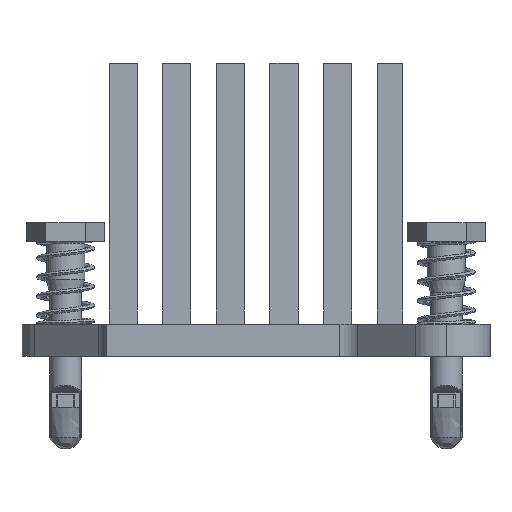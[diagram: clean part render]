
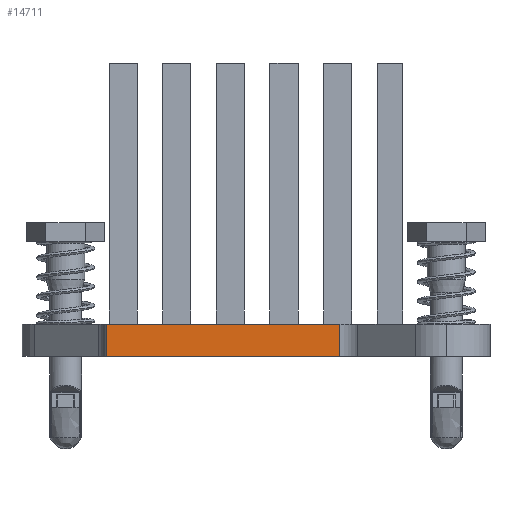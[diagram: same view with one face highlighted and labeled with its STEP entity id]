
A CAD part, left-side view. The second image highlights one B-rep face of the part: STEP entity #14711.
In plain terms, the highlighted planar face has unit normal (-1, 0, 0).
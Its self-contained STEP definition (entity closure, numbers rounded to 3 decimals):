
#14521 = VERTEX_POINT('',#14522);
#14522 = CARTESIAN_POINT('',(-12.25,11.75,2.54));
#14528 = EDGE_CURVE('',#14529,#14521,#14531,.T.);
#14529 = VERTEX_POINT('',#14530);
#14530 = CARTESIAN_POINT('',(-12.25,-6.572,2.54));
#14531 = LINE('',#14532,#14533);
#14532 = CARTESIAN_POINT('',(-12.25,-20.,2.54));
#14533 = VECTOR('',#14534,1.);
#14534 = DIRECTION('',(0.,1.,0.));
#14711 = ADVANCED_FACE('',(#14712),#14737,.T.);
#14712 = FACE_BOUND('',#14713,.T.);
#14713 = EDGE_LOOP('',(#14714,#14724,#14730,#14731));
#14714 = ORIENTED_EDGE('',*,*,#14715,.T.);
#14715 = EDGE_CURVE('',#14716,#14718,#14720,.T.);
#14716 = VERTEX_POINT('',#14717);
#14717 = CARTESIAN_POINT('',(-12.25,11.75,0.));
#14718 = VERTEX_POINT('',#14719);
#14719 = CARTESIAN_POINT('',(-12.25,-6.572,0.));
#14720 = LINE('',#14721,#14722);
#14721 = CARTESIAN_POINT('',(-12.25,11.75,0.));
#14722 = VECTOR('',#14723,1.);
#14723 = DIRECTION('',(0.,-1.,0.));
#14724 = ORIENTED_EDGE('',*,*,#14725,.T.);
#14725 = EDGE_CURVE('',#14718,#14529,#14726,.T.);
#14726 = LINE('',#14727,#14728);
#14727 = CARTESIAN_POINT('',(-12.25,-6.572,2.54));
#14728 = VECTOR('',#14729,1.);
#14729 = DIRECTION('',(0.,0.,1.));
#14730 = ORIENTED_EDGE('',*,*,#14528,.T.);
#14731 = ORIENTED_EDGE('',*,*,#14732,.F.);
#14732 = EDGE_CURVE('',#14716,#14521,#14733,.T.);
#14733 = LINE('',#14734,#14735);
#14734 = CARTESIAN_POINT('',(-12.25,11.75,0.));
#14735 = VECTOR('',#14736,1.);
#14736 = DIRECTION('',(0.,0.,1.));
#14737 = PLANE('',#14738);
#14738 = AXIS2_PLACEMENT_3D('',#14739,#14740,#14741);
#14739 = CARTESIAN_POINT('',(-12.25,11.75,0.));
#14740 = DIRECTION('',(-1.,0.,0.));
#14741 = DIRECTION('',(0.,0.,-1.));
